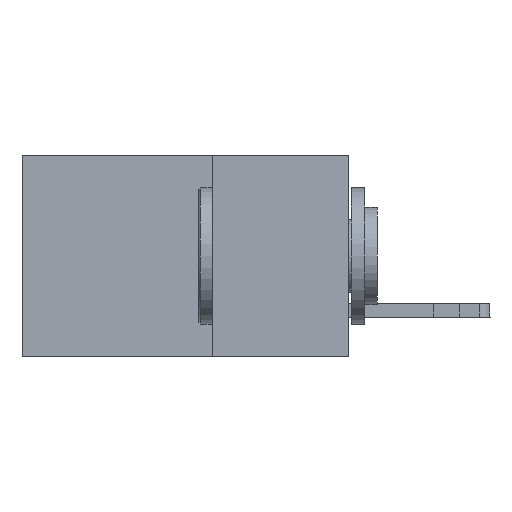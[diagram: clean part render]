
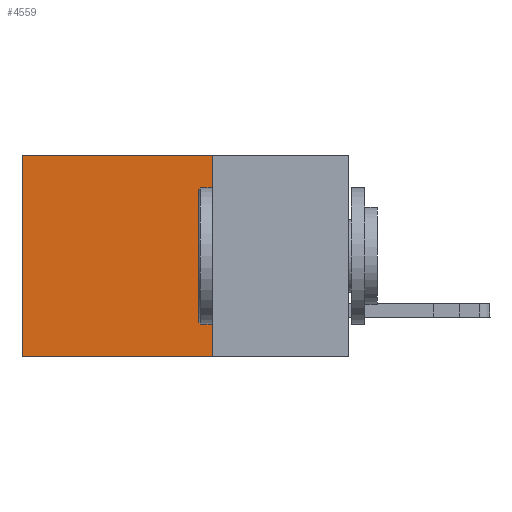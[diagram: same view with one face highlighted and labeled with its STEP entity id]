
A CAD part, left-side view. The second image highlights one B-rep face of the part: STEP entity #4559.
In plain terms, the highlighted planar face has unit normal (-1, 0, 0).
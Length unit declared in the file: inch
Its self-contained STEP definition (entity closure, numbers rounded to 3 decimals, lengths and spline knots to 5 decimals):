
#238 = CARTESIAN_POINT ( 'NONE',  ( 0.298, 0.25, 0. ) ) ;
#515 = VECTOR ( 'NONE', #6420, 39.37008 ) ;
#1506 = DIRECTION ( 'NONE',  ( 0., 1., 0. ) ) ;
#1528 = LINE ( 'NONE', #13257, #10915 ) ;
#1587 = AXIS2_PLACEMENT_3D ( 'NONE', #4277, #5849, #12436 ) ;
#2474 = EDGE_CURVE ( 'NONE', #5806, #5751, #1528, .T. ) ;
#4277 = CARTESIAN_POINT ( 'NONE',  ( 0.298, 0.25, 0. ) ) ;
#4559 = ADVANCED_FACE ( 'NONE', ( #19513 ), #17961, .F. ) ;
#5356 = EDGE_CURVE ( 'NONE', #7474, #5806, #15559, .T. ) ;
#5751 = VERTEX_POINT ( 'NONE', #19217 ) ;
#5806 = VERTEX_POINT ( 'NONE', #11698 ) ;
#5849 = DIRECTION ( 'NONE',  ( 1., 0., 0. ) ) ;
#6420 = DIRECTION ( 'NONE',  ( 0., 1., 0. ) ) ;
#6858 = DIRECTION ( 'NONE',  ( 0., 0., -1. ) ) ;
#7137 = CARTESIAN_POINT ( 'NONE',  ( 0.298, 0.25, -0.37 ) ) ;
#7474 = VERTEX_POINT ( 'NONE', #10932 ) ;
#7882 = ORIENTED_EDGE ( 'NONE', *, *, #5356, .T. ) ;
#7956 = VECTOR ( 'NONE', #1506, 39.37008 ) ;
#8004 = EDGE_CURVE ( 'NONE', #7474, #10327, #8041, .T. ) ;
#8041 = LINE ( 'NONE', #238, #12445 ) ;
#8273 = CARTESIAN_POINT ( 'NONE',  ( 0.298, 0.25, 0. ) ) ;
#8958 = EDGE_CURVE ( 'NONE', #10327, #5751, #12954, .T. ) ;
#10076 = ORIENTED_EDGE ( 'NONE', *, *, #8958, .F. ) ;
#10327 = VERTEX_POINT ( 'NONE', #20564 ) ;
#10915 = VECTOR ( 'NONE', #6858, 39.37008 ) ;
#10932 = CARTESIAN_POINT ( 'NONE',  ( 0.298, 0.25, 0. ) ) ;
#11597 = ORIENTED_EDGE ( 'NONE', *, *, #8004, .F. ) ;
#11698 = CARTESIAN_POINT ( 'NONE',  ( 0.298, 0.6, 0. ) ) ;
#12436 = DIRECTION ( 'NONE',  ( 0., 0., -1. ) ) ;
#12445 = VECTOR ( 'NONE', #22899, 39.37008 ) ;
#12954 = LINE ( 'NONE', #7137, #7956 ) ;
#13257 = CARTESIAN_POINT ( 'NONE',  ( 0.298, 0.6, 0. ) ) ;
#15224 = EDGE_LOOP ( 'NONE', ( #17841, #10076, #11597, #7882 ) ) ;
#15559 = LINE ( 'NONE', #8273, #515 ) ;
#17841 = ORIENTED_EDGE ( 'NONE', *, *, #2474, .T. ) ;
#17961 = PLANE ( 'NONE',  #1587 ) ;
#19217 = CARTESIAN_POINT ( 'NONE',  ( 0.298, 0.6, -0.37 ) ) ;
#19513 = FACE_OUTER_BOUND ( 'NONE', #15224, .T. ) ;
#20564 = CARTESIAN_POINT ( 'NONE',  ( 0.298, 0.25, -0.37 ) ) ;
#22899 = DIRECTION ( 'NONE',  ( 0., 0., -1. ) ) ;
